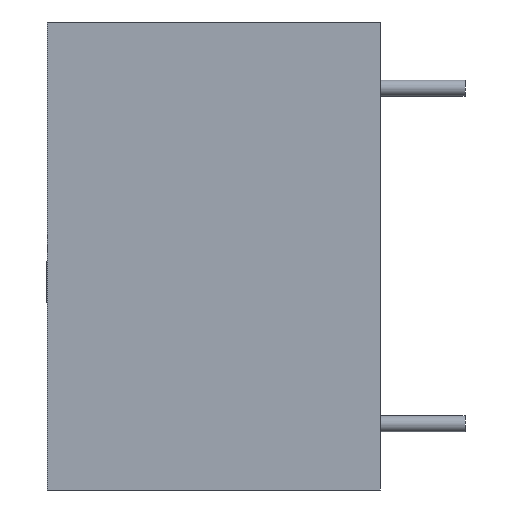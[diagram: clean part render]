
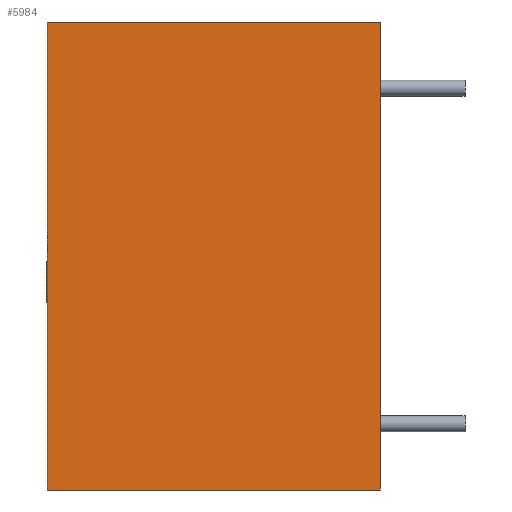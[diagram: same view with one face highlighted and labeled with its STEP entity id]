
A CAD part, left-side view. The second image highlights one B-rep face of the part: STEP entity #5984.
In plain terms, the highlighted planar face has unit normal (-1, 0, 0).
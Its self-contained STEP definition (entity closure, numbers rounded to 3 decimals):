
#16 = LINE ( 'NONE', #4269, #2665 ) ;
#1121 = CARTESIAN_POINT ( 'NONE',  ( -8.85, 0., 8.85 ) ) ;
#1582 = EDGE_CURVE ( 'NONE', #6317, #9545, #16, .T. ) ;
#1755 = CARTESIAN_POINT ( 'NONE',  ( -8.85, 12.6, 8.85 ) ) ;
#1789 = CARTESIAN_POINT ( 'NONE',  ( -8.85, 12.6, 8.85 ) ) ;
#2298 = ORIENTED_EDGE ( 'NONE', *, *, #3010, .F. ) ;
#2665 = VECTOR ( 'NONE', #3261, 1000. ) ;
#2916 = AXIS2_PLACEMENT_3D ( 'NONE', #3871, #8980, #5956 ) ;
#3010 = EDGE_CURVE ( 'NONE', #11266, #11703, #11331, .T. ) ;
#3261 = DIRECTION ( 'NONE',  ( 0., -1., 0. ) ) ;
#3316 = VECTOR ( 'NONE', #9286, 1000. ) ;
#3871 = CARTESIAN_POINT ( 'NONE',  ( -8.85, 12.6, 8.85 ) ) ;
#4269 = CARTESIAN_POINT ( 'NONE',  ( -8.85, 12.6, -8.85 ) ) ;
#4609 = ORIENTED_EDGE ( 'NONE', *, *, #12872, .T. ) ;
#4954 = FACE_OUTER_BOUND ( 'NONE', #11357, .T. ) ;
#5956 = DIRECTION ( 'NONE',  ( 0., 0., -1. ) ) ;
#5984 = ADVANCED_FACE ( 'NONE', ( #4954 ), #10060, .F. ) ;
#6061 = EDGE_CURVE ( 'NONE', #6317, #11266, #6409, .T. ) ;
#6317 = VERTEX_POINT ( 'NONE', #9879 ) ;
#6396 = DIRECTION ( 'NONE',  ( 0., 0., 1. ) ) ;
#6409 = LINE ( 'NONE', #1789, #3316 ) ;
#6755 = ORIENTED_EDGE ( 'NONE', *, *, #6061, .F. ) ;
#8481 = CARTESIAN_POINT ( 'NONE',  ( -8.85, 0., 8.85 ) ) ;
#8980 = DIRECTION ( 'NONE',  ( 1., 0., 0. ) ) ;
#9286 = DIRECTION ( 'NONE',  ( 0., 0., 1. ) ) ;
#9353 = CARTESIAN_POINT ( 'NONE',  ( -8.85, 0., -8.85 ) ) ;
#9545 = VERTEX_POINT ( 'NONE', #9353 ) ;
#9879 = CARTESIAN_POINT ( 'NONE',  ( -8.85, 12.6, -8.85 ) ) ;
#9924 = VECTOR ( 'NONE', #6396, 1000. ) ;
#10030 = VECTOR ( 'NONE', #10194, 1000. ) ;
#10060 = PLANE ( 'NONE',  #2916 ) ;
#10135 = ORIENTED_EDGE ( 'NONE', *, *, #1582, .T. ) ;
#10194 = DIRECTION ( 'NONE',  ( 0., -1., 0. ) ) ;
#10573 = LINE ( 'NONE', #1121, #9924 ) ;
#11255 = CARTESIAN_POINT ( 'NONE',  ( -8.85, 12.6, 8.85 ) ) ;
#11266 = VERTEX_POINT ( 'NONE', #11255 ) ;
#11331 = LINE ( 'NONE', #1755, #10030 ) ;
#11357 = EDGE_LOOP ( 'NONE', ( #4609, #2298, #6755, #10135 ) ) ;
#11703 = VERTEX_POINT ( 'NONE', #8481 ) ;
#12872 = EDGE_CURVE ( 'NONE', #9545, #11703, #10573, .T. ) ;
